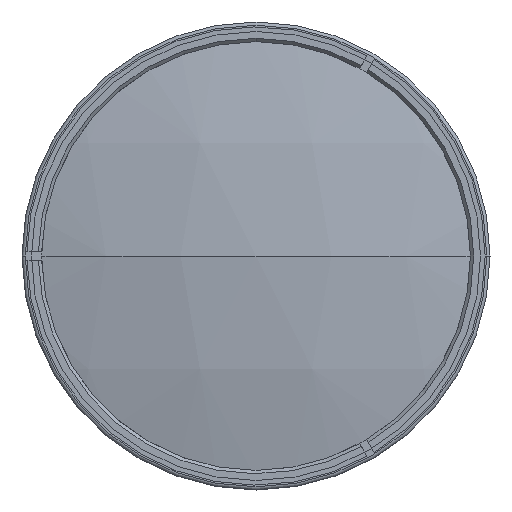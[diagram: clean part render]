
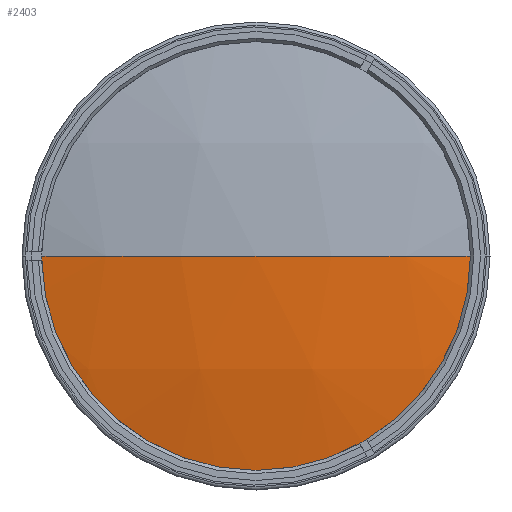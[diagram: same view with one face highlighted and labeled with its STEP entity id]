
A CAD part, left-side view. The second image highlights one B-rep face of the part: STEP entity #2403.
In plain terms, the highlighted spherical face has radius 300.64 mm.
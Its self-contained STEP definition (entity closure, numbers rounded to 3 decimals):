
#18 = EDGE_CURVE ( 'NONE', #1807, #3145, #1157, .T. ) ;
#55 = EDGE_CURVE ( 'NONE', #3145, #2422, #1127, .T. ) ;
#272 = CARTESIAN_POINT ( 'NONE',  ( -278., 0., 0. ) ) ;
#409 = CARTESIAN_POINT ( 'NONE',  ( -270.092, 68.5, 0. ) ) ;
#679 = CIRCLE ( 'NONE', #2565, 300.64 ) ;
#686 = EDGE_CURVE ( 'NONE', #1807, #2422, #679, .T. ) ;
#743 = AXIS2_PLACEMENT_3D ( 'NONE', #1737, #1739, #1746 ) ;
#805 = AXIS2_PLACEMENT_3D ( 'NONE', #1527, #1529, #1553 ) ;
#1127 = CIRCLE ( 'NONE', #743, 300.64 ) ;
#1157 = CIRCLE ( 'NONE', #805, 68.5 ) ;
#1296 = EDGE_LOOP ( 'NONE', ( #3046, #3408, #2485 ) ) ;
#1405 = AXIS2_PLACEMENT_3D ( 'NONE', #1980, #1521, #1514 ) ;
#1514 = DIRECTION ( 'NONE',  ( 0., 1., 0. ) ) ;
#1521 = DIRECTION ( 'NONE',  ( 0., 0., -1. ) ) ;
#1527 = CARTESIAN_POINT ( 'NONE',  ( -270.092, 0., 0. ) ) ;
#1529 = DIRECTION ( 'NONE',  ( -1., 0., 0. ) ) ;
#1553 = DIRECTION ( 'NONE',  ( 0., 0., 1. ) ) ;
#1737 = CARTESIAN_POINT ( 'NONE',  ( 22.64, 0., 0. ) ) ;
#1739 = DIRECTION ( 'NONE',  ( 0., 0., -1. ) ) ;
#1746 = DIRECTION ( 'NONE',  ( 0., 1., 0. ) ) ;
#1807 = VERTEX_POINT ( 'NONE', #409 ) ;
#1980 = CARTESIAN_POINT ( 'NONE',  ( 22.64, 0., 0. ) ) ;
#2403 = ADVANCED_FACE ( 'NONE', ( #2854 ), #2569, .T. ) ;
#2422 = VERTEX_POINT ( 'NONE', #272 ) ;
#2437 = CARTESIAN_POINT ( 'NONE',  ( 22.64, 0., 0. ) ) ;
#2484 = DIRECTION ( 'NONE',  ( 0., 0., 1. ) ) ;
#2485 = ORIENTED_EDGE ( 'NONE', *, *, #686, .F. ) ;
#2505 = DIRECTION ( 'NONE',  ( 0., -1., 0. ) ) ;
#2565 = AXIS2_PLACEMENT_3D ( 'NONE', #2437, #2484, #2505 ) ;
#2569 = SPHERICAL_SURFACE ( 'NONE', #1405, 300.64 ) ;
#2693 = CARTESIAN_POINT ( 'NONE',  ( -270.092, -68.5, 0. ) ) ;
#2854 = FACE_OUTER_BOUND ( 'NONE', #1296, .T. ) ;
#3046 = ORIENTED_EDGE ( 'NONE', *, *, #18, .T. ) ;
#3145 = VERTEX_POINT ( 'NONE', #2693 ) ;
#3408 = ORIENTED_EDGE ( 'NONE', *, *, #55, .T. ) ;
